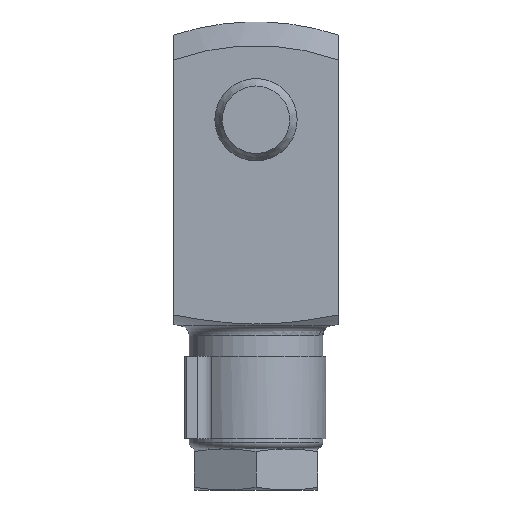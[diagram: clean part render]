
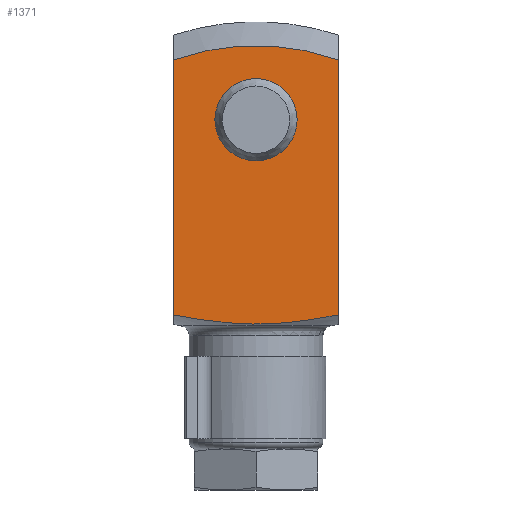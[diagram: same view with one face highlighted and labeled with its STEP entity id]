
A CAD part, left-side view. The second image highlights one B-rep face of the part: STEP entity #1371.
In plain terms, the highlighted face is planar.
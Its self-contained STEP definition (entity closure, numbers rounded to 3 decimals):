
#77=B_SPLINE_CURVE_WITH_KNOTS('',3,(#2101,#2102,#2103,#2104,#2105,#2106,
#2107,#2108),.UNSPECIFIED.,.F.,.F.,(4,1,1,1,1,4),(0.033,0.041,
0.049,0.053,0.057,0.065),
 .UNSPECIFIED.);
#113=LINE('',#2099,#215);
#114=LINE('',#2110,#216);
#215=VECTOR('',#1682,1000.);
#216=VECTOR('',#1683,1000.);
#326=ORIENTED_EDGE('',*,*,#712,.T.);
#327=ORIENTED_EDGE('',*,*,#713,.F.);
#328=ORIENTED_EDGE('',*,*,#714,.F.);
#329=ORIENTED_EDGE('',*,*,#715,.T.);
#330=ORIENTED_EDGE('',*,*,#716,.F.);
#712=EDGE_CURVE('',#905,#905,#1029,.F.);
#713=EDGE_CURVE('',#906,#907,#1030,.F.);
#714=EDGE_CURVE('',#908,#906,#113,.T.);
#715=EDGE_CURVE('',#908,#909,#77,.T.);
#716=EDGE_CURVE('',#907,#909,#114,.T.);
#905=VERTEX_POINT('',#2095);
#906=VERTEX_POINT('',#2097);
#907=VERTEX_POINT('',#2098);
#908=VERTEX_POINT('',#2100);
#909=VERTEX_POINT('',#2109);
#1029=CIRCLE('',#1505,8.);
#1030=CIRCLE('',#1506,46.423);
#1089=EDGE_LOOP('',(#326));
#1090=EDGE_LOOP('',(#327,#328,#329,#330));
#1207=FACE_BOUND('',#1089,.T.);
#1208=FACE_BOUND('',#1090,.T.);
#1322=PLANE('',#1504);
#1371=ADVANCED_FACE('',(#1207,#1208),#1322,.T.);
#1504=AXIS2_PLACEMENT_3D('',#2093,#1676,#1677);
#1505=AXIS2_PLACEMENT_3D('',#2094,#1678,#1679);
#1506=AXIS2_PLACEMENT_3D('',#2096,#1680,#1681);
#1676=DIRECTION('',(1.,0.,0.));
#1677=DIRECTION('',(0.,0.,-1.));
#1678=DIRECTION('',(1.,0.,0.));
#1679=DIRECTION('',(0.,0.,-1.));
#1680=DIRECTION('',(1.,0.,0.));
#1681=DIRECTION('',(0.,0.,-1.));
#1682=DIRECTION('',(0.,0.,1.));
#1683=DIRECTION('',(0.,0.,-1.));
#2093=CARTESIAN_POINT('',(16.,33.,-64.));
#2094=CARTESIAN_POINT('',(16.,0.,0.));
#2095=CARTESIAN_POINT('',(16.,0.,-8.));
#2096=CARTESIAN_POINT('',(16.,0.,-32.));
#2097=CARTESIAN_POINT('',(16.,-16.,11.579));
#2098=CARTESIAN_POINT('',(16.,16.,11.579));
#2099=CARTESIAN_POINT('',(16.,-16.,-64.));
#2100=CARTESIAN_POINT('',(16.,-16.,-37.956));
#2101=CARTESIAN_POINT('',(16.,-16.,-37.956));
#2102=CARTESIAN_POINT('',(16.,-13.379,-38.453));
#2103=CARTESIAN_POINT('',(16.,-8.119,-39.338));
#2104=CARTESIAN_POINT('',(16.,-1.419,-39.827));
#2105=CARTESIAN_POINT('',(16.,4.034,-39.64));
#2106=CARTESIAN_POINT('',(16.,9.394,-39.121));
#2107=CARTESIAN_POINT('',(16.,13.365,-38.456));
#2108=CARTESIAN_POINT('',(16.,16.,-37.956));
#2109=CARTESIAN_POINT('',(16.,16.,-37.956));
#2110=CARTESIAN_POINT('',(16.,16.,20.));
